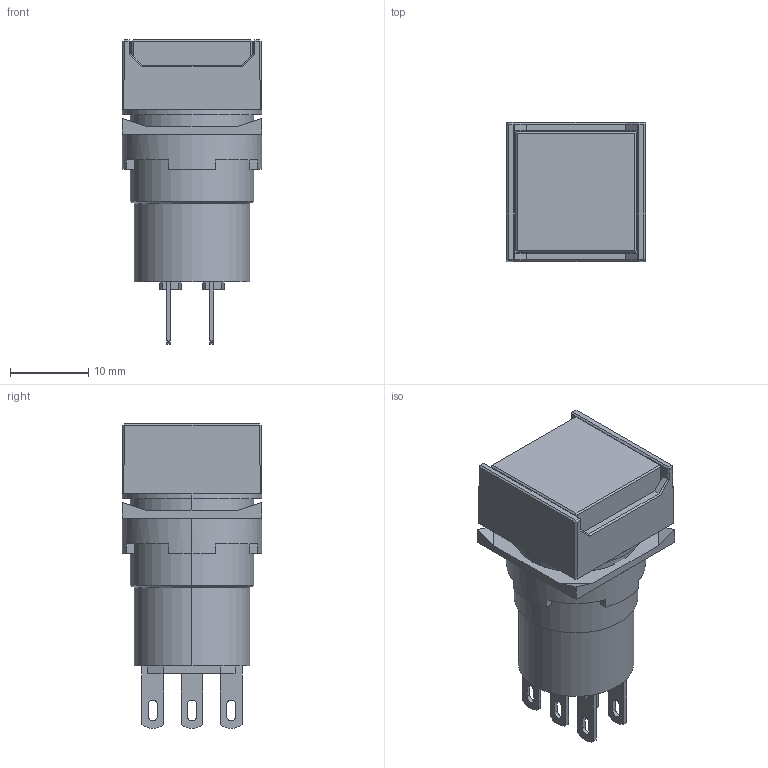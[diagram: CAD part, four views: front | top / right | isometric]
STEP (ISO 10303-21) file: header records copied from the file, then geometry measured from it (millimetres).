
FILE_DESCRIPTION (( 'STEP AP214' ), '1' );
FILE_NAME ('19_AB6Q-[M][A]x(P)$.STEP', '2021-03-26T06:14:53', ( 'IDEC' ), ( 'IDEC' ), 'SwSTEP 2.0', 'SolidWorks 2019', '' );
FILE_SCHEMA (( 'AUTOMOTIVE_DESIGN' ));
Length unit declared in the file: millimetre
Products named in the file (4): A6-Operator-Square; 16-NUT-SET; A6-Nonill-Body; 19_AB6Q-[M][A]x(P)$
Assembly tree (3 placements, depth 2):
  19_AB6Q-[M][A]x(P)$
    A6-Nonill-Body
    A6-Operator-Square
    16-NUT-SET
Bounding box: 17.9 x 17.9 x 39 mm (x, y, z)
Volume: 7233.7 mm3; surface area: 4220.2 mm2
Topology: 3 solids, 3 shells, 196 faces, 504 edges, 320 vertices
Faces by surface type: plane 160, cylinder 34, cone 2
Entity records: 6034 total; most frequent: CARTESIAN_POINT 1026, ORIENTED_EDGE 1008, DIRECTION 996, EDGE_CURVE 504, LINE 416, VECTOR 416, VERTEX_POINT 320, AXIS2_PLACEMENT_3D 290
